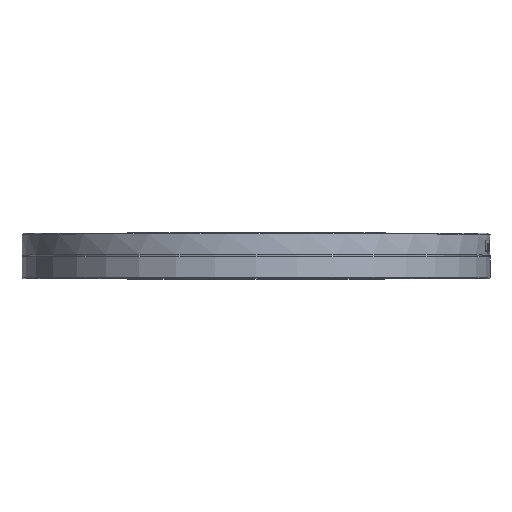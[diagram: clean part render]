
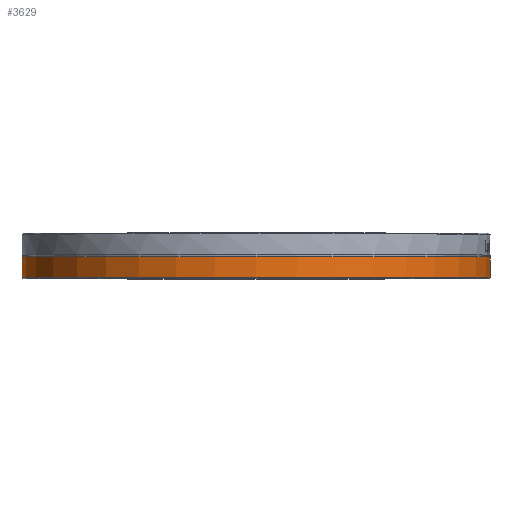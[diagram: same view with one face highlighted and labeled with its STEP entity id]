
A CAD part, top view. The second image highlights one B-rep face of the part: STEP entity #3629.
In plain terms, the highlighted cylindrical face has radius 127 mm (diameter 254 mm), a full revolution.
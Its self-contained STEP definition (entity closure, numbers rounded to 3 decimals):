
#335=CYLINDRICAL_SURFACE('',#3913,127.);
#394=FACE_OUTER_BOUND('',#630,.T.);
#630=EDGE_LOOP('',(#2536,#2537,#2538,#2539,#2540,#2541,#2542));
#863=LINE('',#5287,#1064);
#1064=VECTOR('',#4378,127.);
#1280=CIRCLE('',#3883,127.);
#1281=CIRCLE('',#3884,127.);
#1309=CIRCLE('',#3914,127.);
#1310=CIRCLE('',#3915,127.);
#1311=CIRCLE('',#3916,127.);
#1497=VERTEX_POINT('',#5220);
#1498=VERTEX_POINT('',#5221);
#1526=VERTEX_POINT('',#5281);
#1527=VERTEX_POINT('',#5282);
#1528=VERTEX_POINT('',#5284);
#1887=EDGE_CURVE('',#1497,#1498,#1280,.T.);
#1888=EDGE_CURVE('',#1498,#1497,#1281,.T.);
#1917=EDGE_CURVE('',#1526,#1527,#1309,.T.);
#1918=EDGE_CURVE('',#1528,#1526,#1310,.T.);
#1919=EDGE_CURVE('',#1527,#1528,#1311,.T.);
#1920=EDGE_CURVE('',#1527,#1498,#863,.T.);
#2536=ORIENTED_EDGE('',*,*,#1917,.F.);
#2537=ORIENTED_EDGE('',*,*,#1918,.F.);
#2538=ORIENTED_EDGE('',*,*,#1919,.F.);
#2539=ORIENTED_EDGE('',*,*,#1920,.T.);
#2540=ORIENTED_EDGE('',*,*,#1887,.F.);
#2541=ORIENTED_EDGE('',*,*,#1888,.F.);
#2542=ORIENTED_EDGE('',*,*,#1920,.F.);
#3629=ADVANCED_FACE('',(#394),#335,.T.);
#3883=AXIS2_PLACEMENT_3D('',#5222,#4309,#4310);
#3884=AXIS2_PLACEMENT_3D('',#5223,#4311,#4312);
#3913=AXIS2_PLACEMENT_3D('',#5280,#4370,#4371);
#3914=AXIS2_PLACEMENT_3D('',#5283,#4372,#4373);
#3915=AXIS2_PLACEMENT_3D('',#5285,#4374,#4375);
#3916=AXIS2_PLACEMENT_3D('',#5286,#4376,#4377);
#4309=DIRECTION('center_axis',(0.,-1.,0.));
#4310=DIRECTION('ref_axis',(1.,0.,0.));
#4311=DIRECTION('center_axis',(0.,-1.,0.));
#4312=DIRECTION('ref_axis',(1.,0.,0.));
#4370=DIRECTION('center_axis',(0.,1.,0.));
#4371=DIRECTION('ref_axis',(-1.,0.,0.));
#4372=DIRECTION('center_axis',(0.,1.,0.));
#4373=DIRECTION('ref_axis',(1.,0.,0.));
#4374=DIRECTION('center_axis',(0.,1.,0.));
#4375=DIRECTION('ref_axis',(1.,0.,0.));
#4376=DIRECTION('center_axis',(0.,1.,0.));
#4377=DIRECTION('ref_axis',(1.,0.,0.));
#4378=DIRECTION('',(0.,-1.,0.));
#5220=CARTESIAN_POINT('',(-127.,0.5,0.));
#5221=CARTESIAN_POINT('',(127.,0.5,0.));
#5222=CARTESIAN_POINT('Origin',(0.,0.5,0.));
#5223=CARTESIAN_POINT('Origin',(0.,0.5,0.));
#5280=CARTESIAN_POINT('Origin',(0.,5.906,0.));
#5281=CARTESIAN_POINT('',(-127.,11.813,0.));
#5282=CARTESIAN_POINT('',(127.,11.813,0.));
#5283=CARTESIAN_POINT('Origin',(0.,11.813,0.));
#5284=CARTESIAN_POINT('',(0.,11.813,-127.));
#5285=CARTESIAN_POINT('Origin',(0.,11.813,0.));
#5286=CARTESIAN_POINT('Origin',(0.,11.813,0.));
#5287=CARTESIAN_POINT('',(127.,5.906,0.));
